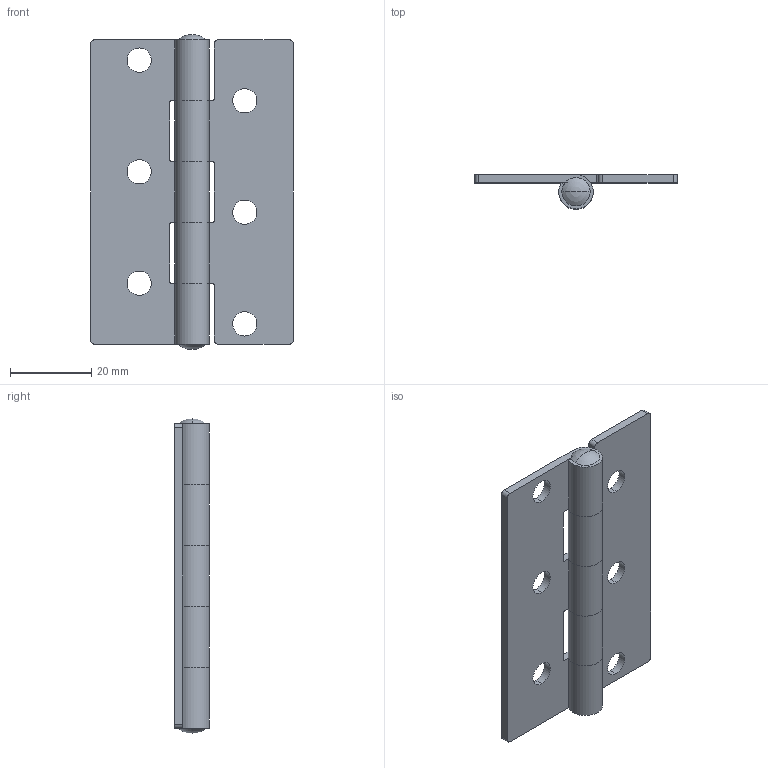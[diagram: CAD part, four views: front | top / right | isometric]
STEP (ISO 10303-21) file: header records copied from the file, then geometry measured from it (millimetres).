
FILE_DESCRIPTION( (''), '2;1');
FILE_NAME ('PC011.20116.TH-186SUS_14657.stp','2023-10-13T14:48:40',(''),(''),'spGate 19.8.4 (****-****-****-****)','','');
FILE_SCHEMA (('AUTOMOTIVE_DESIGN'));
Length unit declared in the file: millimetre
Products named in the file (4): Assembly; TH-186SUS_1; TH-186SUS_2; TH-186SUS_3
Assembly tree (3 placements, depth 2):
  Assembly
    TH-186SUS_1
    TH-186SUS_2
    TH-186SUS_3
Bounding box: 50 x 8.48 x 77.6 mm (x, y, z)
Volume: 10145.7 mm3; surface area: 11519.4 mm2
Topology: 3 solids, 3 shells, 72 faces, 204 edges, 136 vertices
Faces by surface type: cylinder 38, plane 30, sphere 4
Entity records: 4030 total; most frequent: CARTESIAN_POINT 438, DIRECTION 428, ORIENTED_EDGE 400, COLOUR_RGB 275, PRESENTATION_STYLE_ASSIGNMENT 275, STYLED_ITEM 275, EDGE_CURVE 200, DRAUGHTING_PRE_DEFINED_CURVE_FONT 200
